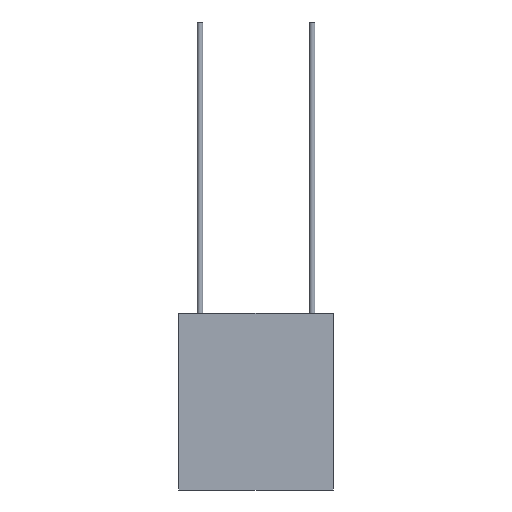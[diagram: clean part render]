
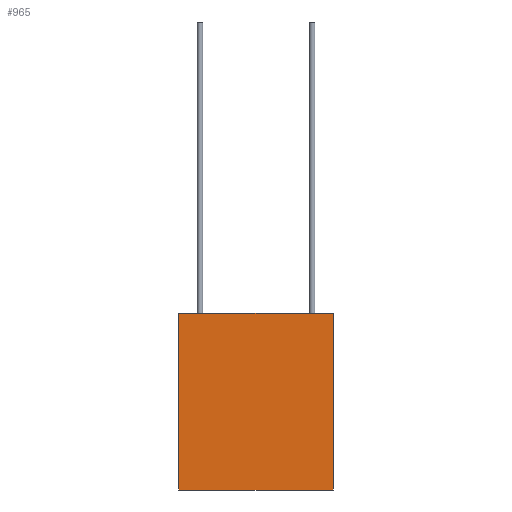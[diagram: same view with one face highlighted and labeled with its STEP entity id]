
A CAD part, front view. The second image highlights one B-rep face of the part: STEP entity #965.
In plain terms, the highlighted planar face has unit normal (0, -1, 0).
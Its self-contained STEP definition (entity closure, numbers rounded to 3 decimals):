
#156 = DIRECTION ( 'NONE',  ( 0., 0., -1. ) ) ;
#157 = VECTOR ( 'NONE', #156, 1000. ) ;
#158 = CARTESIAN_POINT ( 'NONE',  ( 3.49, 0., 4. ) ) ;
#159 = LINE ( 'NONE', #158, #157 ) ;
#226 = CARTESIAN_POINT ( 'NONE',  ( 3.49, 0., -4. ) ) ;
#291 = CARTESIAN_POINT ( 'NONE',  ( -3.49, 0., -4. ) ) ;
#690 = DIRECTION ( 'NONE',  ( 1., 0., 0. ) ) ;
#691 = VECTOR ( 'NONE', #690, 1000. ) ;
#700 = CARTESIAN_POINT ( 'NONE',  ( 3.49, 0., 4. ) ) ;
#701 = LINE ( 'NONE', #700, #691 ) ;
#737 = CARTESIAN_POINT ( 'NONE',  ( 3.49, 0., 4. ) ) ;
#796 = CARTESIAN_POINT ( 'NONE',  ( -3.49, 0., 4. ) ) ;
#898 = EDGE_CURVE ( 'NONE', #1307, #1379, #1509, .T. ) ;
#907 = ORIENTED_EDGE ( 'NONE', *, *, #1265, .F. ) ;
#908 = ORIENTED_EDGE ( 'NONE', *, *, #920, .F. ) ;
#911 = EDGE_LOOP ( 'NONE', ( #908, #912, #907, #922 ) ) ;
#912 = ORIENTED_EDGE ( 'NONE', *, *, #898, .F. ) ;
#920 = EDGE_CURVE ( 'NONE', #1379, #1146, #1577, .T. ) ;
#922 = ORIENTED_EDGE ( 'NONE', *, *, #1154, .F. ) ;
#965 = ADVANCED_FACE ( 'NONE', ( #1764 ), #1737, .F. ) ;
#1146 = VERTEX_POINT ( 'NONE', #796 ) ;
#1150 = VERTEX_POINT ( 'NONE', #737 ) ;
#1154 = EDGE_CURVE ( 'NONE', #1146, #1150, #701, .T. ) ;
#1265 = EDGE_CURVE ( 'NONE', #1150, #1307, #159, .T. ) ;
#1307 = VERTEX_POINT ( 'NONE', #226 ) ;
#1379 = VERTEX_POINT ( 'NONE', #291 ) ;
#1508 = CARTESIAN_POINT ( 'NONE',  ( 3.49, 0., -4. ) ) ;
#1509 = LINE ( 'NONE', #1508, #1560 ) ;
#1548 = DIRECTION ( 'NONE',  ( 0., 0., 1. ) ) ;
#1549 = VECTOR ( 'NONE', #1548, 1000. ) ;
#1550 = CARTESIAN_POINT ( 'NONE',  ( -3.49, 0., 4. ) ) ;
#1560 = VECTOR ( 'NONE', #1585, 1000. ) ;
#1577 = LINE ( 'NONE', #1550, #1549 ) ;
#1585 = DIRECTION ( 'NONE',  ( -1., 0., 0. ) ) ;
#1737 = PLANE ( 'NONE',  #1771 ) ;
#1764 = FACE_OUTER_BOUND ( 'NONE', #911, .T. ) ;
#1768 = DIRECTION ( 'NONE',  ( 0., 0., 1. ) ) ;
#1769 = DIRECTION ( 'NONE',  ( 0., 1., 0. ) ) ;
#1770 = CARTESIAN_POINT ( 'NONE',  ( -3.49, 0., -4. ) ) ;
#1771 = AXIS2_PLACEMENT_3D ( 'NONE', #1770, #1769, #1768 ) ;
